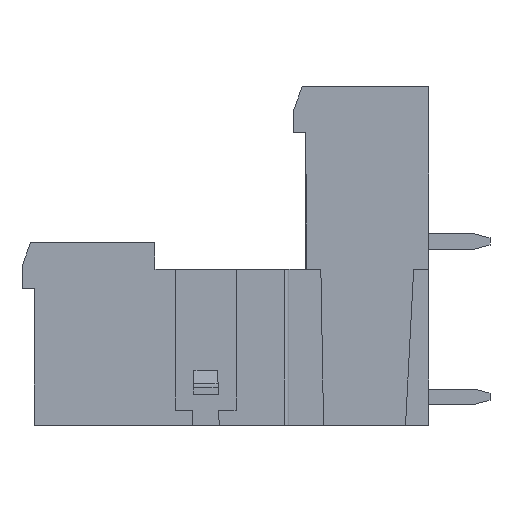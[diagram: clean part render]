
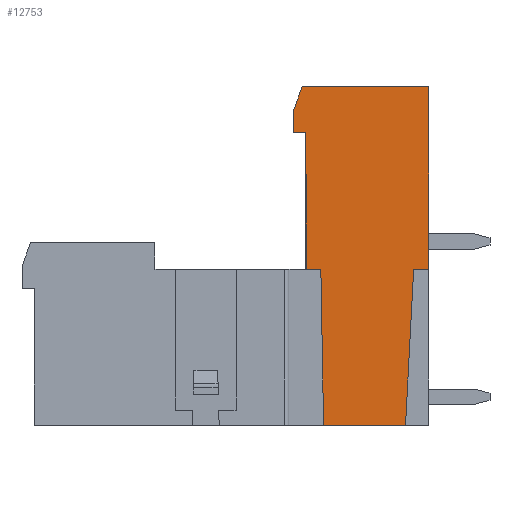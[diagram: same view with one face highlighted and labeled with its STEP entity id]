
A CAD part, left-side view. The second image highlights one B-rep face of the part: STEP entity #12753.
In plain terms, the highlighted planar face has unit normal (-1, 0, 0).
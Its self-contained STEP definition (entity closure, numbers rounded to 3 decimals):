
#491 = CARTESIAN_POINT ( 'NONE',  ( -3.3, -14.479, 10.243 ) ) ;
#558 = CARTESIAN_POINT ( 'NONE',  ( -3.3, -12.691, 20.649 ) ) ;
#587 = DIRECTION ( 'NONE',  ( 0., 0., -1. ) ) ;
#703 = CARTESIAN_POINT ( 'NONE',  ( -3.3, -13.561, 10.243 ) ) ;
#715 = CARTESIAN_POINT ( 'NONE',  ( -3.3, -12.492, 23.938 ) ) ;
#839 = EDGE_CURVE ( 'NONE', #11661, #10435, #8752, .T. ) ;
#863 = CARTESIAN_POINT ( 'NONE',  ( -3.3, -13.254, 22.195 ) ) ;
#864 = VERTEX_POINT ( 'NONE', #11378 ) ;
#869 = ORIENTED_EDGE ( 'NONE', *, *, #4559, .F. ) ;
#1023 = VECTOR ( 'NONE', #10895, 1000. ) ;
#1155 = VECTOR ( 'NONE', #3878, 1000. ) ;
#1332 = LINE ( 'NONE', #9858, #1023 ) ;
#1483 = LINE ( 'NONE', #3824, #9351 ) ;
#1498 = VECTOR ( 'NONE', #6711, 1000. ) ;
#1557 = DIRECTION ( 'NONE',  ( 0., -0.342, 0.94 ) ) ;
#1886 = CARTESIAN_POINT ( 'NONE',  ( -3.3, -12.492, 22.195 ) ) ;
#1977 = EDGE_CURVE ( 'NONE', #7555, #5346, #1483, .T. ) ;
#2331 = DIRECTION ( 'NONE',  ( 0., -0.052, 0.999 ) ) ;
#2336 = EDGE_CURVE ( 'NONE', #12588, #11661, #10621, .T. ) ;
#2362 = LINE ( 'NONE', #10627, #7520 ) ;
#2375 = EDGE_CURVE ( 'NONE', #10435, #4059, #4528, .T. ) ;
#2511 = EDGE_CURVE ( 'NONE', #9861, #12588, #5302, .T. ) ;
#2608 = ORIENTED_EDGE ( 'NONE', *, *, #7031, .F. ) ;
#2853 = CARTESIAN_POINT ( 'NONE',  ( -3.3, -20.555, 0.034 ) ) ;
#2872 = CARTESIAN_POINT ( 'NONE',  ( -3.3, -12.691, 20.649 ) ) ;
#3057 = ORIENTED_EDGE ( 'NONE', *, *, #9692, .T. ) ;
#3144 = LINE ( 'NONE', #7876, #11000 ) ;
#3311 = ORIENTED_EDGE ( 'NONE', *, *, #2375, .F. ) ;
#3377 = CARTESIAN_POINT ( 'NONE',  ( -3.3, -21.248, 23.479 ) ) ;
#3674 = ORIENTED_EDGE ( 'NONE', *, *, #9301, .F. ) ;
#3789 = DIRECTION ( 'NONE',  ( 0., 1., 0. ) ) ;
#3824 = CARTESIAN_POINT ( 'NONE',  ( -3.3, 4.291, 10.243 ) ) ;
#3878 = DIRECTION ( 'NONE',  ( 0., 1., 0. ) ) ;
#3901 = DIRECTION ( 'NONE',  ( 0., 0., 1. ) ) ;
#4059 = VERTEX_POINT ( 'NONE', #7942 ) ;
#4245 = VECTOR ( 'NONE', #5971, 1000. ) ;
#4528 = LINE ( 'NONE', #12863, #9987 ) ;
#4559 = EDGE_CURVE ( 'NONE', #4059, #864, #2362, .T. ) ;
#4832 = DIRECTION ( 'NONE',  ( 0., -1., 0. ) ) ;
#5302 = LINE ( 'NONE', #2872, #10774 ) ;
#5346 = VERTEX_POINT ( 'NONE', #703 ) ;
#5506 = DIRECTION ( 'NONE',  ( 0., 1., 0. ) ) ;
#5590 = FACE_OUTER_BOUND ( 'NONE', #8451, .T. ) ;
#5851 = VECTOR ( 'NONE', #2331, 1000. ) ;
#5883 = CARTESIAN_POINT ( 'NONE',  ( -3.3, -12.691, 19.207 ) ) ;
#5971 = DIRECTION ( 'NONE',  ( 0., -1., 0. ) ) ;
#6307 = LINE ( 'NONE', #11827, #1498 ) ;
#6711 = DIRECTION ( 'NONE',  ( 0., 0.017, 1. ) ) ;
#6817 = ORIENTED_EDGE ( 'NONE', *, *, #2336, .F. ) ;
#6888 = VERTEX_POINT ( 'NONE', #12569 ) ;
#6923 = DIRECTION ( 'NONE',  ( 0., 1., 0. ) ) ;
#7031 = EDGE_CURVE ( 'NONE', #13257, #7555, #6307, .T. ) ;
#7193 = ORIENTED_EDGE ( 'NONE', *, *, #2511, .F. ) ;
#7520 = VECTOR ( 'NONE', #5506, 1000. ) ;
#7555 = VERTEX_POINT ( 'NONE', #491 ) ;
#7602 = CARTESIAN_POINT ( 'NONE',  ( -3.3, -20.02, 0.034 ) ) ;
#7648 = EDGE_CURVE ( 'NONE', #6888, #5346, #1332, .T. ) ;
#7768 = ORIENTED_EDGE ( 'NONE', *, *, #8215, .F. ) ;
#7876 = CARTESIAN_POINT ( 'NONE',  ( -3.3, -12.691, 19.207 ) ) ;
#7942 = CARTESIAN_POINT ( 'NONE',  ( -3.3, -21.551, 10.243 ) ) ;
#8215 = EDGE_CURVE ( 'NONE', #11353, #13257, #9661, .T. ) ;
#8451 = EDGE_LOOP ( 'NONE', ( #9707, #2608, #7768, #3057, #869, #3311, #10510, #6817, #7193, #3674, #9897 ) ) ;
#8729 = CARTESIAN_POINT ( 'NONE',  ( -3.3, -14.657, 0.034 ) ) ;
#8752 = LINE ( 'NONE', #1886, #4245 ) ;
#9301 = EDGE_CURVE ( 'NONE', #6888, #9861, #3144, .T. ) ;
#9351 = VECTOR ( 'NONE', #6923, 1000. ) ;
#9661 = LINE ( 'NONE', #2853, #1155 ) ;
#9692 = EDGE_CURVE ( 'NONE', #11353, #864, #11301, .T. ) ;
#9707 = ORIENTED_EDGE ( 'NONE', *, *, #1977, .F. ) ;
#9858 = CARTESIAN_POINT ( 'NONE',  ( -3.3, -13.483, 19.207 ) ) ;
#9861 = VERTEX_POINT ( 'NONE', #5883 ) ;
#9897 = ORIENTED_EDGE ( 'NONE', *, *, #7648, .T. ) ;
#9959 = PLANE ( 'NONE',  #11428 ) ;
#9987 = VECTOR ( 'NONE', #587, 1000. ) ;
#10235 = CARTESIAN_POINT ( 'NONE',  ( -3.3, -21.551, 22.195 ) ) ;
#10435 = VERTEX_POINT ( 'NONE', #10235 ) ;
#10510 = ORIENTED_EDGE ( 'NONE', *, *, #839, .F. ) ;
#10621 = LINE ( 'NONE', #11800, #12705 ) ;
#10627 = CARTESIAN_POINT ( 'NONE',  ( -3.3, 4.291, 10.243 ) ) ;
#10774 = VECTOR ( 'NONE', #3901, 1000. ) ;
#10895 = DIRECTION ( 'NONE',  ( 0., -0.009, -1. ) ) ;
#10981 = DIRECTION ( 'NONE',  ( -1., 0., 0. ) ) ;
#11000 = VECTOR ( 'NONE', #3789, 1000. ) ;
#11301 = LINE ( 'NONE', #3377, #5851 ) ;
#11353 = VERTEX_POINT ( 'NONE', #7602 ) ;
#11378 = CARTESIAN_POINT ( 'NONE',  ( -3.3, -20.555, 10.243 ) ) ;
#11428 = AXIS2_PLACEMENT_3D ( 'NONE', #715, #10981, #4832 ) ;
#11661 = VERTEX_POINT ( 'NONE', #863 ) ;
#11800 = CARTESIAN_POINT ( 'NONE',  ( -3.3, -13.254, 22.195 ) ) ;
#11827 = CARTESIAN_POINT ( 'NONE',  ( -3.3, -14.479, 10.243 ) ) ;
#12569 = CARTESIAN_POINT ( 'NONE',  ( -3.3, -13.483, 19.207 ) ) ;
#12588 = VERTEX_POINT ( 'NONE', #558 ) ;
#12705 = VECTOR ( 'NONE', #1557, 1000. ) ;
#12753 = ADVANCED_FACE ( 'NONE', ( #5590 ), #9959, .T. ) ;
#12863 = CARTESIAN_POINT ( 'NONE',  ( -3.3, -21.551, 23.938 ) ) ;
#13257 = VERTEX_POINT ( 'NONE', #8729 ) ;
